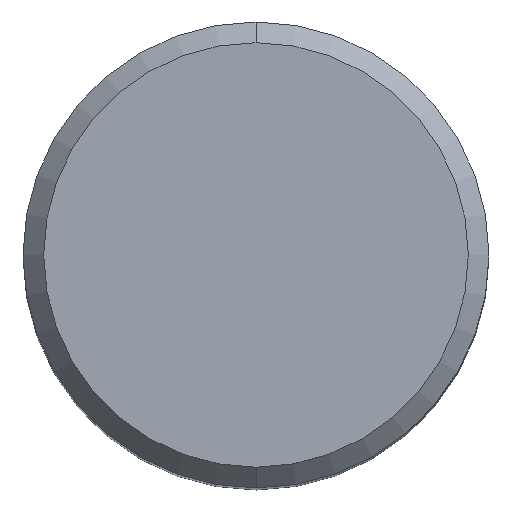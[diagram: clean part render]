
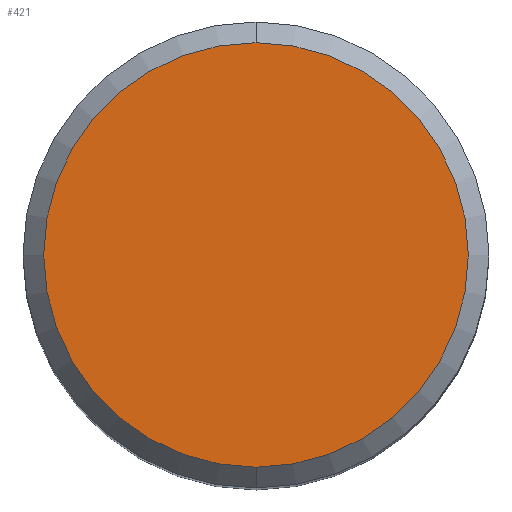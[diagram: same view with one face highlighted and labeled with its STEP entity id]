
A CAD part, top view. The second image highlights one B-rep face of the part: STEP entity #421.
In plain terms, the highlighted planar face has unit normal (0, 0, 1).
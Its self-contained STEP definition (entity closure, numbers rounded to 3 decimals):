
#239=EDGE_CURVE('',#377,#295,#535,.T.);
#295=VERTEX_POINT('',#597);
#377=VERTEX_POINT('',#689);
#421=ADVANCED_FACE('',(#739),#740,.T.);
#437=EDGE_CURVE('',#295,#377,#756,.T.);
#535=CIRCLE('',#954,8.2);
#597=CARTESIAN_POINT('',(0.,-8.2,0.0));
#689=CARTESIAN_POINT('',(0.0,8.2,0.0));
#739=FACE_OUTER_BOUND('',#1404,.T.);
#740=PLANE('',#1405);
#756=CIRCLE('',#1439,8.2);
#954=AXIS2_PLACEMENT_3D('',#1526,#1527,#1528);
#1404=EDGE_LOOP('',(#1760,#1761));
#1405=AXIS2_PLACEMENT_3D('',#1762,#1763,#1764);
#1439=AXIS2_PLACEMENT_3D('',#1776,#1777,#1778);
#1526=CARTESIAN_POINT('',(0.0,0.0,0.0));
#1527=DIRECTION('',(0.0,0.0,-1.0));
#1528=DIRECTION('',(0.0,1.0,0.0));
#1760=ORIENTED_EDGE('',*,*,#239,.F.);
#1761=ORIENTED_EDGE('',*,*,#437,.F.);
#1762=CARTESIAN_POINT('',(0.0,4.1,0.0));
#1763=DIRECTION('',(-0.0,0.0,1.0));
#1764=DIRECTION('',(0.0,-1.0,0.0));
#1776=CARTESIAN_POINT('',(0.0,0.0,0.0));
#1777=DIRECTION('',(0.0,0.0,-1.0));
#1778=DIRECTION('',(0.0,1.0,0.0));
